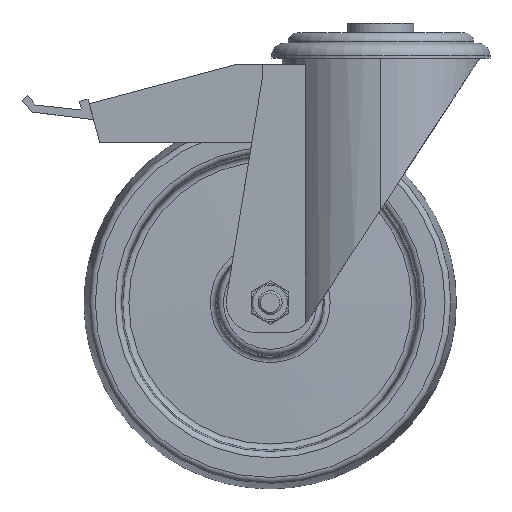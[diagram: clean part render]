
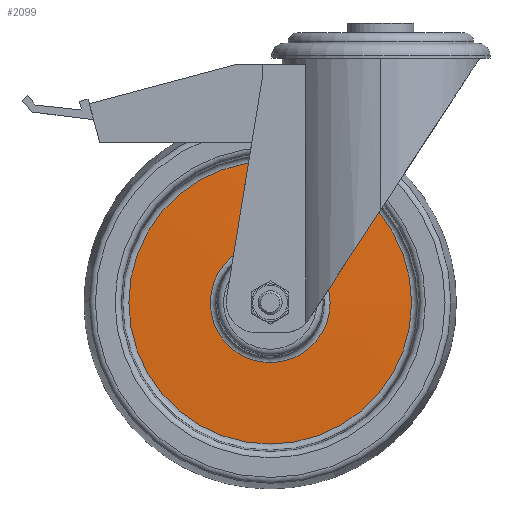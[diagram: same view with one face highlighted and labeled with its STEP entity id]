
A CAD part, top view. The second image highlights one B-rep face of the part: STEP entity #2099.
In plain terms, the highlighted conical face has half-angle 88 degrees and reference radius 20.033 mm.
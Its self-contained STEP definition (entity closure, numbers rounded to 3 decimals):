
#98=CONICAL_SURFACE('',#2434,20.033,1.536);
#351=FACE_OUTER_BOUND('',#498,.T.);
#498=EDGE_LOOP('',(#1899,#1900,#1901,#1902,#1903,#1904));
#593=CIRCLE('',#2432,20.033);
#594=CIRCLE('',#2433,20.033);
#595=CIRCLE('',#2435,47.277);
#596=CIRCLE('',#2436,47.277);
#755=LINE('',#3778,#888);
#888=VECTOR('',#3016,20.033);
#1058=VERTEX_POINT('',#3768);
#1059=VERTEX_POINT('',#3770);
#1060=VERTEX_POINT('',#3774);
#1061=VERTEX_POINT('',#3775);
#1340=EDGE_CURVE('',#1058,#1059,#593,.T.);
#1341=EDGE_CURVE('',#1059,#1058,#594,.T.);
#1342=EDGE_CURVE('',#1060,#1061,#595,.T.);
#1343=EDGE_CURVE('',#1061,#1060,#596,.T.);
#1344=EDGE_CURVE('',#1060,#1059,#755,.T.);
#1899=ORIENTED_EDGE('',*,*,#1342,.T.);
#1900=ORIENTED_EDGE('',*,*,#1343,.T.);
#1901=ORIENTED_EDGE('',*,*,#1344,.T.);
#1902=ORIENTED_EDGE('',*,*,#1340,.F.);
#1903=ORIENTED_EDGE('',*,*,#1341,.F.);
#1904=ORIENTED_EDGE('',*,*,#1344,.F.);
#2099=ADVANCED_FACE('',(#351),#98,.T.);
#2432=AXIS2_PLACEMENT_3D('',#3771,#3006,#3007);
#2433=AXIS2_PLACEMENT_3D('',#3772,#3008,#3009);
#2434=AXIS2_PLACEMENT_3D('',#3773,#3010,#3011);
#2435=AXIS2_PLACEMENT_3D('',#3776,#3012,#3013);
#2436=AXIS2_PLACEMENT_3D('',#3777,#3014,#3015);
#3006=DIRECTION('center_axis',(0.,0.,1.));
#3007=DIRECTION('ref_axis',(1.,0.,0.));
#3008=DIRECTION('center_axis',(0.,0.,1.));
#3009=DIRECTION('ref_axis',(1.,0.,0.));
#3010=DIRECTION('center_axis',(0.,0.,-1.));
#3011=DIRECTION('ref_axis',(-1.,0.,0.));
#3012=DIRECTION('center_axis',(0.,0.,1.));
#3013=DIRECTION('ref_axis',(1.,0.,0.));
#3014=DIRECTION('center_axis',(0.,0.,1.));
#3015=DIRECTION('ref_axis',(1.,0.,0.));
#3016=DIRECTION('',(-0.999,0.,0.035));
#3768=CARTESIAN_POINT('',(-20.033,0.,4.05));
#3770=CARTESIAN_POINT('',(20.033,0.,4.05));
#3771=CARTESIAN_POINT('Origin',(0.,0.,4.05));
#3772=CARTESIAN_POINT('Origin',(0.,0.,4.05));
#3773=CARTESIAN_POINT('Origin',(0.,0.,4.05));
#3774=CARTESIAN_POINT('',(47.277,0.,3.099));
#3775=CARTESIAN_POINT('',(-47.277,0.,3.099));
#3776=CARTESIAN_POINT('Origin',(0.,0.,3.099));
#3777=CARTESIAN_POINT('Origin',(0.,0.,3.099));
#3778=CARTESIAN_POINT('',(20.033,0.,4.05));
